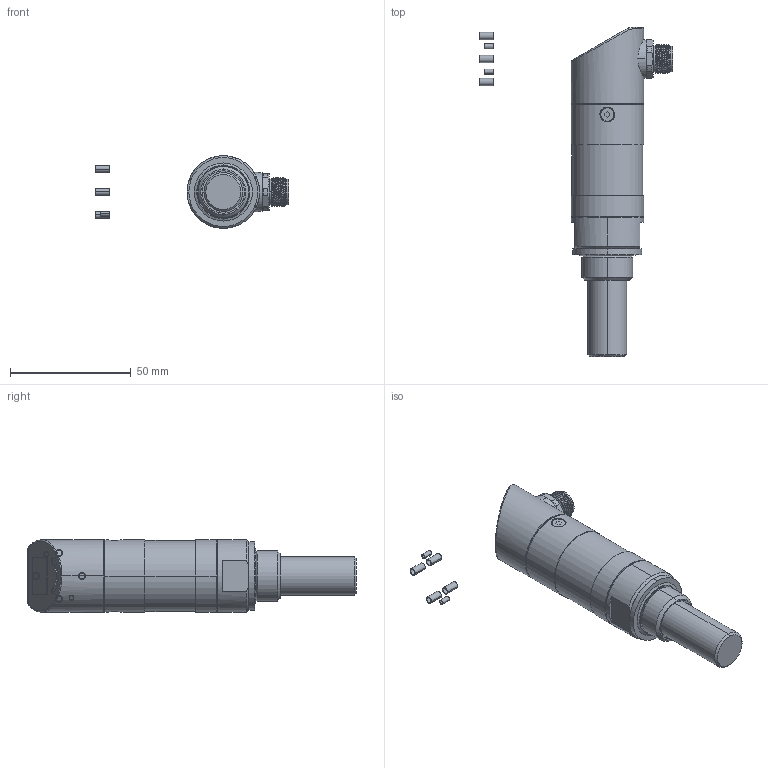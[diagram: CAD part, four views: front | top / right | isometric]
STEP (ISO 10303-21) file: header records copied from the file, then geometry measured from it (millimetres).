
FILE_DESCRIPTION((''),'2;1');
FILE_NAME('PRT0001','2022-07-28T11:40:01',('jj'),(''),'CREO PARAMETRIC BY PTC INC, 2018100','CREO PARAMETRIC BY PTC INC, 2018100','');
FILE_SCHEMA(('CONFIG_CONTROL_DESIGN','SHAPE_APPEARANCE_LAYERS_GROUPS'));
Length unit declared in the file: millimetre
Products named in the file (1): PRT0001
Bounding box: 79.9 x 136 x 30 mm (x, y, z)
Volume: 72325.5 mm3; surface area: 14906.8 mm2
Topology: 1 solids, 10 shells, 260 faces, 654 edges, 428 vertices
Faces by surface type: cylinder 106, plane 82, cone 34, bspline 15, sphere 10, torus 9, extrusion 4
Entity records: 13401 total; most frequent: CARTESIAN_POINT 6182, DIRECTION 1269, ORIENTED_EDGE 1260, EDGE_CURVE 642, AXIS2_PLACEMENT_3D 515, VERTEX_POINT 428, EDGE_LOOP 304, CIRCLE 271
